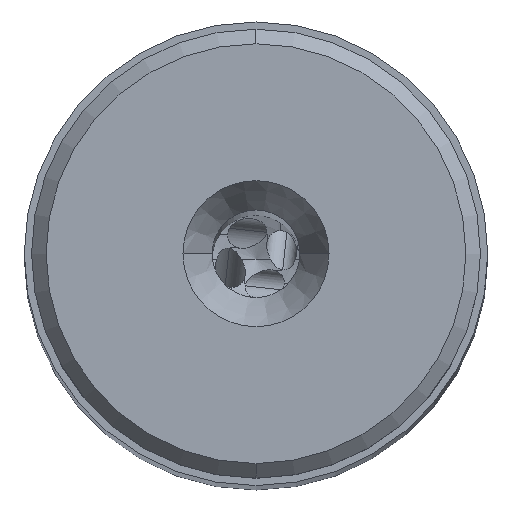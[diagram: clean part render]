
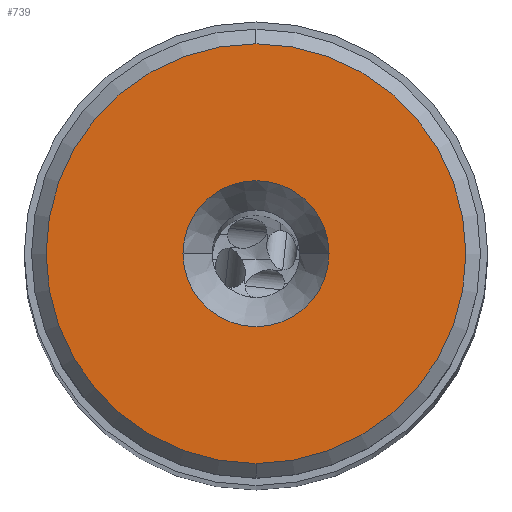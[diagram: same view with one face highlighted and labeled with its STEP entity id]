
A CAD part, top view. The second image highlights one B-rep face of the part: STEP entity #739.
In plain terms, the highlighted planar face has unit normal (0, 0, 1).
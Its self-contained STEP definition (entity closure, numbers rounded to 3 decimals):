
#739=ADVANCED_FACE('',(#1125,#1126),#1051,.T.);
#1051=PLANE('',#7346);
#1125=FACE_BOUND('',#1214,.T.);
#1126=FACE_BOUND('',#1215,.T.);
#1214=EDGE_LOOP('',(#3034,#3035,#3036,#3037));
#1215=EDGE_LOOP('',(#3038,#3039));
#2179=CIRCLE('',#7339,5.);
#2180=CIRCLE('',#7341,14.375);
#2181=CIRCLE('',#7342,14.375);
#2182=CIRCLE('',#7343,14.375);
#2183=CIRCLE('',#7344,14.375);
#2184=CIRCLE('',#7345,5.);
#3034=ORIENTED_EDGE('',*,*,#5798,.F.);
#3035=ORIENTED_EDGE('',*,*,#5799,.F.);
#3036=ORIENTED_EDGE('',*,*,#5800,.F.);
#3037=ORIENTED_EDGE('',*,*,#5801,.F.);
#3038=ORIENTED_EDGE('',*,*,#5802,.F.);
#3039=ORIENTED_EDGE('',*,*,#5797,.F.);
#4976=VERTEX_POINT('',#14873);
#4977=VERTEX_POINT('',#14875);
#4978=VERTEX_POINT('',#14879);
#4979=VERTEX_POINT('',#14880);
#4980=VERTEX_POINT('',#14882);
#4981=VERTEX_POINT('',#14884);
#5797=EDGE_CURVE('',#4977,#4976,#2179,.T.);
#5798=EDGE_CURVE('',#4978,#4979,#2180,.T.);
#5799=EDGE_CURVE('',#4980,#4978,#2181,.T.);
#5800=EDGE_CURVE('',#4981,#4980,#2182,.T.);
#5801=EDGE_CURVE('',#4979,#4981,#2183,.T.);
#5802=EDGE_CURVE('',#4976,#4977,#2184,.T.);
#7339=AXIS2_PLACEMENT_3D('',#14876,#8376,#8377);
#7341=AXIS2_PLACEMENT_3D('',#14878,#8380,#8381);
#7342=AXIS2_PLACEMENT_3D('',#14881,#8382,#8383);
#7343=AXIS2_PLACEMENT_3D('',#14883,#8384,#8385);
#7344=AXIS2_PLACEMENT_3D('',#14885,#8386,#8387);
#7345=AXIS2_PLACEMENT_3D('',#14886,#8388,#8389);
#7346=AXIS2_PLACEMENT_3D('',#14887,#8390,#8391);
#8376=DIRECTION('',(0.,0.,1.));
#8377=DIRECTION('',(1.,0.,0.));
#8380=DIRECTION('',(0.,0.,-1.));
#8381=DIRECTION('',(-1.,0.,0.));
#8382=DIRECTION('',(0.,0.,-1.));
#8383=DIRECTION('',(0.,-1.,0.));
#8384=DIRECTION('',(0.,0.,-1.));
#8385=DIRECTION('',(1.,0.,0.));
#8386=DIRECTION('',(0.,0.,-1.));
#8387=DIRECTION('',(0.,1.,0.));
#8388=DIRECTION('',(0.,0.,1.));
#8389=DIRECTION('',(-1.,0.,0.));
#8390=DIRECTION('',(0.,0.,1.));
#8391=DIRECTION('',(1.,0.,0.));
#14873=CARTESIAN_POINT('',(-5.,0.,0.));
#14875=CARTESIAN_POINT('',(5.,0.,0.));
#14876=CARTESIAN_POINT('',(0.,0.,0.));
#14878=CARTESIAN_POINT('',(0.,0.,0.));
#14879=CARTESIAN_POINT('',(-14.375,0.,0.));
#14880=CARTESIAN_POINT('',(0.,14.375,0.));
#14881=CARTESIAN_POINT('',(0.,0.,0.));
#14882=CARTESIAN_POINT('',(0.,-14.375,0.));
#14883=CARTESIAN_POINT('',(0.,0.,0.));
#14884=CARTESIAN_POINT('',(14.375,0.,0.));
#14885=CARTESIAN_POINT('',(0.,0.,0.));
#14886=CARTESIAN_POINT('',(0.,0.,0.));
#14887=CARTESIAN_POINT('',(-0.001,0.,0.));
